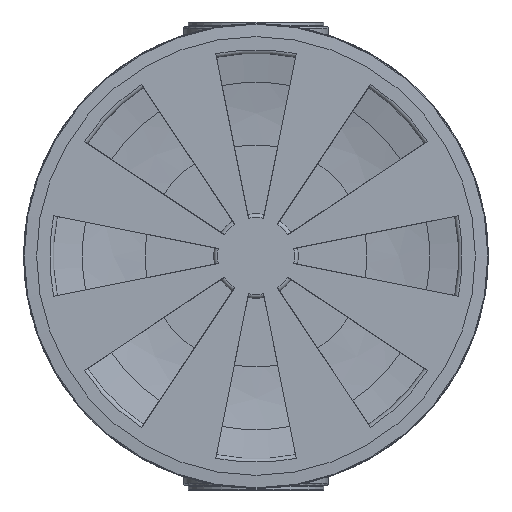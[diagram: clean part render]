
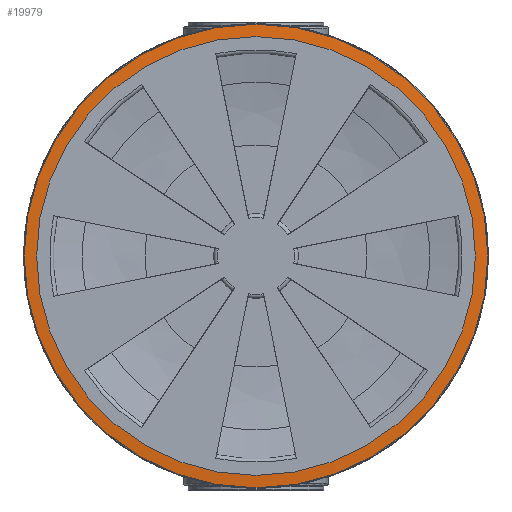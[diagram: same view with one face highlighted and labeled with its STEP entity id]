
A CAD part, front view. The second image highlights one B-rep face of the part: STEP entity #19979.
In plain terms, the highlighted conical face has half-angle 86 degrees and reference radius 353.465 mm.
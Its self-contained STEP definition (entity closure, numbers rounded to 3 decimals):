
#2130=CONICAL_SURFACE('',#22132,353.465,1.501);
#2569=LINE('',#46132,#3055);
#3055=VECTOR('',#26488,353.465);
#4220=FACE_OUTER_BOUND('',#5572,.T.);
#5572=EDGE_LOOP('',(#16939,#16940,#16941,#16942,#16943,#16944));
#7097=CIRCLE('',#22133,364.57);
#7098=CIRCLE('',#22134,342.36);
#7099=CIRCLE('',#22135,342.36);
#7100=CIRCLE('',#22136,364.57);
#8991=VERTEX_POINT('',#46128);
#8992=VERTEX_POINT('',#46129);
#8993=VERTEX_POINT('',#46131);
#8994=VERTEX_POINT('',#46133);
#11754=EDGE_CURVE('',#8991,#8992,#7097,.T.);
#11755=EDGE_CURVE('',#8991,#8993,#2569,.T.);
#11756=EDGE_CURVE('',#8993,#8994,#7098,.T.);
#11757=EDGE_CURVE('',#8994,#8993,#7099,.T.);
#11758=EDGE_CURVE('',#8992,#8991,#7100,.T.);
#16939=ORIENTED_EDGE('',*,*,#11754,.F.);
#16940=ORIENTED_EDGE('',*,*,#11755,.T.);
#16941=ORIENTED_EDGE('',*,*,#11756,.T.);
#16942=ORIENTED_EDGE('',*,*,#11757,.T.);
#16943=ORIENTED_EDGE('',*,*,#11755,.F.);
#16944=ORIENTED_EDGE('',*,*,#11758,.F.);
#19979=ADVANCED_FACE('',(#4220),#2130,.T.);
#22132=AXIS2_PLACEMENT_3D('',#46127,#26484,#26485);
#22133=AXIS2_PLACEMENT_3D('',#46130,#26486,#26487);
#22134=AXIS2_PLACEMENT_3D('',#46134,#26489,#26490);
#22135=AXIS2_PLACEMENT_3D('',#46135,#26491,#26492);
#22136=AXIS2_PLACEMENT_3D('',#46136,#26493,#26494);
#26484=DIRECTION('center_axis',(0.,1.,0.));
#26485=DIRECTION('ref_axis',(-1.,0.,0.));
#26486=DIRECTION('center_axis',(0.,1.,0.));
#26487=DIRECTION('ref_axis',(1.,0.,0.));
#26488=DIRECTION('',(-0.998,-0.07,0.));
#26489=DIRECTION('center_axis',(0.,1.,0.));
#26490=DIRECTION('ref_axis',(1.,0.,0.));
#26491=DIRECTION('center_axis',(0.,1.,0.));
#26492=DIRECTION('ref_axis',(1.,0.,0.));
#26493=DIRECTION('center_axis',(0.,1.,0.));
#26494=DIRECTION('ref_axis',(1.,0.,0.));
#46127=CARTESIAN_POINT('Origin',(0.,23.158,
0.));
#46128=CARTESIAN_POINT('',(364.57,23.935,0.));
#46129=CARTESIAN_POINT('',(0.,23.935,-364.57));
#46130=CARTESIAN_POINT('Origin',(0.,23.935,
0.));
#46131=CARTESIAN_POINT('',(342.36,22.382,0.));
#46132=CARTESIAN_POINT('',(353.465,23.158,0.));
#46133=CARTESIAN_POINT('',(0.,22.382,-342.36));
#46134=CARTESIAN_POINT('Origin',(0.,22.382,
0.));
#46135=CARTESIAN_POINT('Origin',(0.,22.382,
0.));
#46136=CARTESIAN_POINT('Origin',(0.,23.935,
0.));
